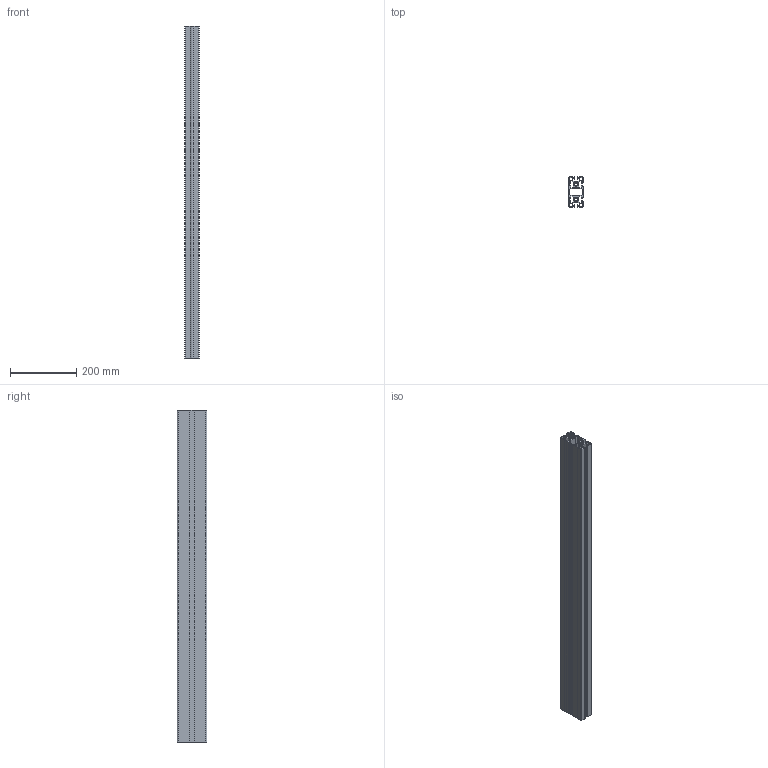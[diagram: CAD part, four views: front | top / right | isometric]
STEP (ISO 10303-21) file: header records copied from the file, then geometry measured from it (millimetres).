
FILE_DESCRIPTION(/* description */ ('Titel eingeben'),/* implementation_level */ '2;1');
FILE_NAME(/* name */ '80064_KriTec_Profil_10_90x45_2N_leicht.stp',/* time_stamp */ '2017-10-23T14:06:59+02:00',/* author */ ('Steiner'),/* organization */ (''),/* preprocessor_version */ 'ST-DEVELOPER v16.1',/* originating_system */ 'Autodesk Inventor 2016',/* authorisation */ '');
FILE_SCHEMA (('CONFIG_CONTROL_DESIGN'));
Length unit declared in the file: millimetre
Products named in the file (1): 80064_KriTec_Profil_10_90x45_2N_leicht
Bounding box: 45 x 90 x 1000 mm (x, y, z)
Volume: 1146654.4 mm3; surface area: 1018644.8 mm2
Topology: 1 solids, 1 shells, 214 faces, 636 edges, 424 vertices
Faces by surface type: plane 168, cylinder 46
Entity records: 7172 total; most frequent: CARTESIAN_POINT 1275, ORIENTED_EDGE 1272, DIRECTION 1158, EDGE_CURVE 636, LINE 544, VECTOR 544, VERTEX_POINT 424, AXIS2_PLACEMENT_3D 307
